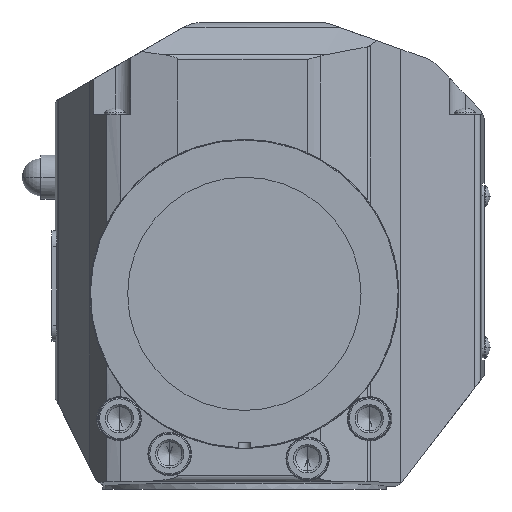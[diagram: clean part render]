
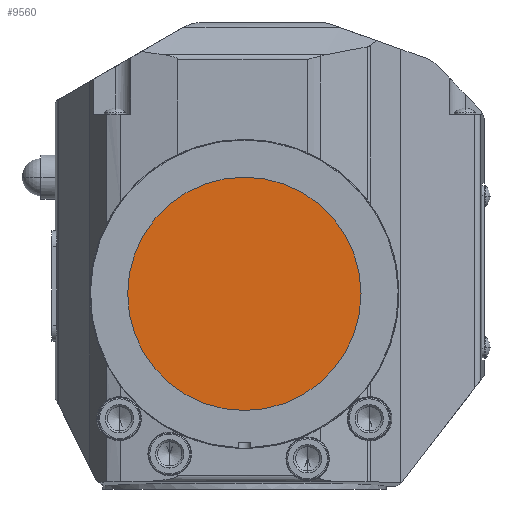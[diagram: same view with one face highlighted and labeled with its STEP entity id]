
A CAD part, front view. The second image highlights one B-rep face of the part: STEP entity #9560.
In plain terms, the highlighted planar face has unit normal (0, -1, 0).
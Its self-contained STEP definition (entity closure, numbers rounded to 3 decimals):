
#3110=CARTESIAN_POINT('',(0.,-72.,3.));
#3111=DIRECTION('',(0.,-1.,0.));
#3112=DIRECTION('',(0.,0.,-1.));
#3113=AXIS2_PLACEMENT_3D('',#3110,#3111,#3112);
#3115=CARTESIAN_POINT('',(0.,-72.,3.));
#3116=DIRECTION('',(0.,-1.,0.));
#3117=DIRECTION('',(0.,0.,1.));
#3118=AXIS2_PLACEMENT_3D('',#3115,#3116,#3117);
#4386=CARTESIAN_POINT('',(0.,-72.,40.));
#4388=VERTEX_POINT('',#4386);
#4390=CARTESIAN_POINT('',(0.,-72.,-34.));
#4392=VERTEX_POINT('',#4390);
#9550=CARTESIAN_POINT('',(0.,-72.,3.));
#9551=DIRECTION('',(0.,1.,0.));
#9552=DIRECTION('',(0.,0.,-1.));
#9553=AXIS2_PLACEMENT_3D('',#9550,#9551,#9552);
#9554=PLANE('',#9553);
#9556=ORIENTED_EDGE('',*,*,#9555,.F.);
#9557=ORIENTED_EDGE('',*,*,#9533,.F.);
#9558=EDGE_LOOP('',(#9556,#9557));
#9559=FACE_OUTER_BOUND('',#9558,.F.);
#3114=CIRCLE('',#3113,37.);
#3119=CIRCLE('',#3118,37.);
#9533=EDGE_CURVE('',#4388,#4392,#3119,.T.);
#9555=EDGE_CURVE('',#4392,#4388,#3114,.T.);
#9560=ADVANCED_FACE('',(#9559),#9554,.F.);
